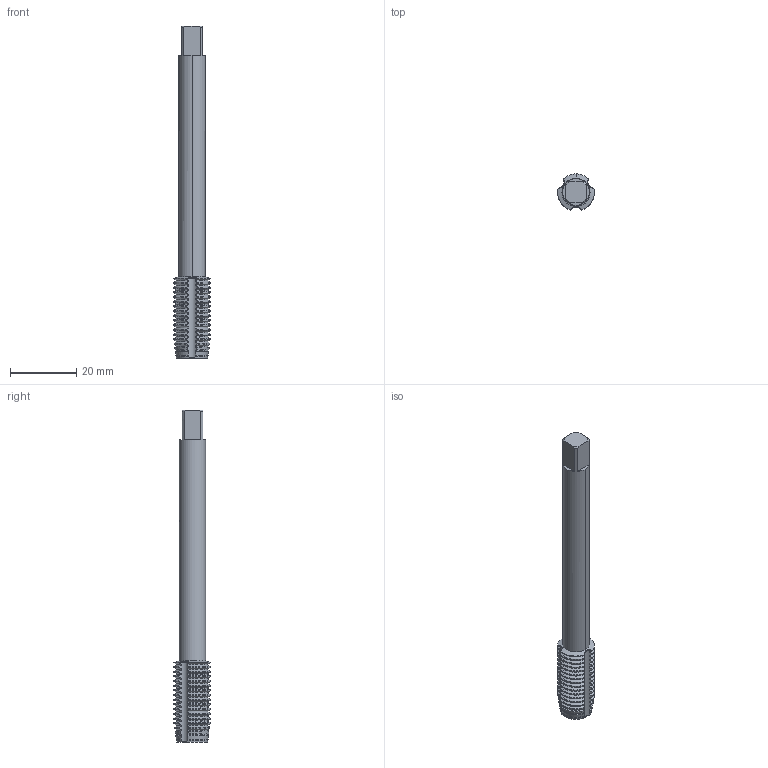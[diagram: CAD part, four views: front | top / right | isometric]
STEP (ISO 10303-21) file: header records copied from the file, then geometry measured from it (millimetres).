
FILE_DESCRIPTION(('no description'),'unknown implementation level');
FILE_NAME('solidpFSyiudowpy29RAVPuJV41mjt7E_1.STP',' ',('CIM GmbH Aachen'),('CADClick - KiM GmbH - www.kimweb.de'),'unknown preprocess','ACIS','unknown authorization');
FILE_SCHEMA(('automotive_design'));
Length unit declared in the file: millimetre
Products named in the file (2): 1; 2
Bounding box: 11.11 x 10.88 x 100 mm (x, y, z)
Volume: 5601.4 mm3; surface area: 4536.6 mm2
Topology: 2 solids, 2 shells, 381 faces, 1058 edges, 681 vertices
Faces by surface type: cone 200, cylinder 161, plane 17, revolution 3
Entity records: 25589 total; most frequent: CARTESIAN_POINT 4190, STYLED_ITEM 2122, PRESENTATION_STYLE_ASSIGNMENT 2122, COLOUR_RGB 2122, ORIENTED_EDGE 2116, DIRECTION 1995, EDGE_CURVE 1058, CURVE_STYLE 1058
